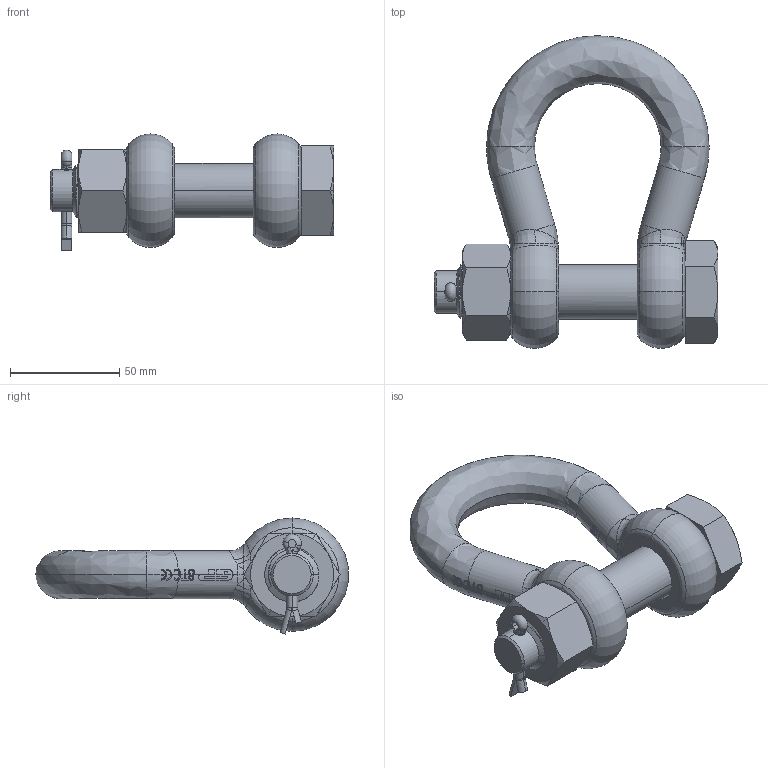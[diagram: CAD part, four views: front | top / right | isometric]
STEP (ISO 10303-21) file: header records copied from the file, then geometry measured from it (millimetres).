
FILE_DESCRIPTION (( 'STEP AP203' ), '1' );
FILE_NAME ('POGHMB22.STEP', '2009-08-26T08:06:50', ( '.' ), ( '.' ), 'SwSTEP 2.0', 'SolidWorks 2009', '' );
FILE_SCHEMA (( 'CONFIG_CONTROL_DESIGN' ));
Products named in the file (5): 6,5; 6,5_1; POGHMB22; 6,5_2; 6,5_3
Assembly tree (4 placements, depth 2):
  POGHMB22
    6,5_1
    6,5_2
    6,5
    6,5_3
Bounding box: 130 x 143.31 x 53.17 mm (x, y, z)
Volume: 231873 mm3; surface area: 51810.8 mm2
Topology: 4 solids, 4 shells, 723 faces, 1981 edges, 1279 vertices
Faces by surface type: bspline 326, plane 235, cylinder 122, cone 29, torus 11
Entity records: 37629 total; most frequent: CARTESIAN_POINT 21728, ORIENTED_EDGE 3946, DIRECTION 2036, EDGE_CURVE 1973, VERTEX_POINT 1279, VECTOR 818, LINE 818, B_SPLINE_CURVE_WITH_KNOTS 809
